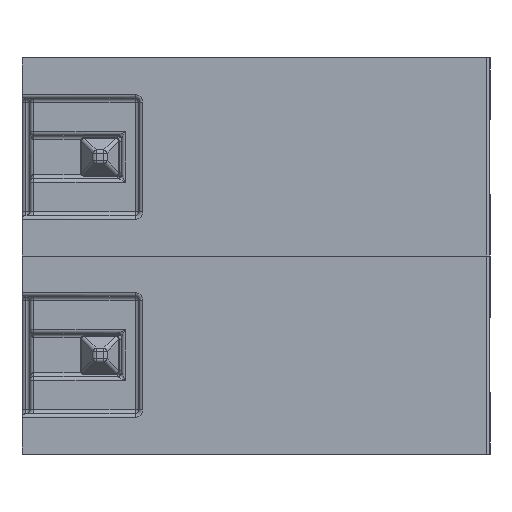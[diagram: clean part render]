
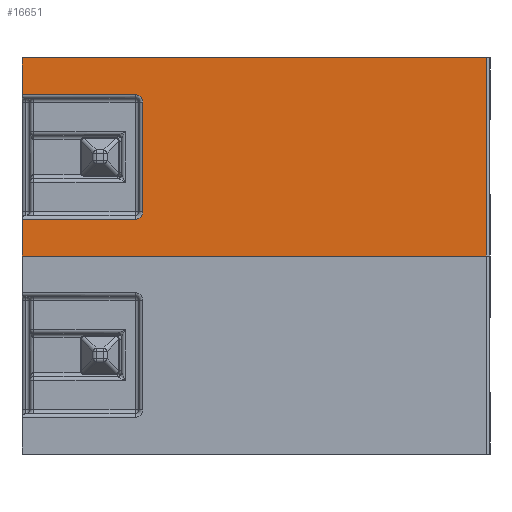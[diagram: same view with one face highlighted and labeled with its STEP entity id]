
A CAD part, front view. The second image highlights one B-rep face of the part: STEP entity #16651.
In plain terms, the highlighted planar face has unit normal (0, -1, 0).
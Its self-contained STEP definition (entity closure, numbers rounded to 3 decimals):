
#1509 = EDGE_CURVE ( 'NONE', #11742, #4738, #14469, .T. ) ;
#1627 = DIRECTION ( 'NONE',  ( 0., 0., -1. ) ) ;
#1981 = DIRECTION ( 'NONE',  ( 1., 0., 0. ) ) ;
#2077 = ORIENTED_EDGE ( 'NONE', *, *, #17881, .F. ) ;
#2193 = CARTESIAN_POINT ( 'NONE',  ( 9.9, 0., -2.54 ) ) ;
#2670 = VERTEX_POINT ( 'NONE', #19719 ) ;
#3054 = CARTESIAN_POINT ( 'NONE',  ( -2., 0., 2.54 ) ) ;
#3327 = CARTESIAN_POINT ( 'NONE',  ( -2., 0., -2.54 ) ) ;
#3351 = LINE ( 'NONE', #2193, #19149 ) ;
#3361 = CARTESIAN_POINT ( 'NONE',  ( -2., 0., -1.6 ) ) ;
#3747 = LINE ( 'NONE', #3054, #8558 ) ;
#3973 = CARTESIAN_POINT ( 'NONE',  ( -2., 0., -2.54 ) ) ;
#4226 = VERTEX_POINT ( 'NONE', #11606 ) ;
#4738 = VERTEX_POINT ( 'NONE', #3361 ) ;
#4847 = VERTEX_POINT ( 'NONE', #12055 ) ;
#5121 = DIRECTION ( 'NONE',  ( 1., 0., 0. ) ) ;
#5306 = EDGE_CURVE ( 'NONE', #18478, #25320, #8051, .T. ) ;
#5885 = VERTEX_POINT ( 'NONE', #12313 ) ;
#6038 = ORIENTED_EDGE ( 'NONE', *, *, #17547, .T. ) ;
#6053 = DIRECTION ( 'NONE',  ( 0., 0., -1. ) ) ;
#6143 = VECTOR ( 'NONE', #13329, 1000. ) ;
#6195 = LINE ( 'NONE', #22186, #11613 ) ;
#6276 = EDGE_LOOP ( 'NONE', ( #2077, #23550, #25175, #20624, #16679, #24533, #15671, #22660, #22424, #6038 ) ) ;
#6773 = EDGE_CURVE ( 'NONE', #11087, #4226, #21810, .T. ) ;
#6962 = CARTESIAN_POINT ( 'NONE',  ( 0.9, 0., 1.6 ) ) ;
#7419 = CIRCLE ( 'NONE', #20971, 0.2 ) ;
#7428 = CIRCLE ( 'NONE', #21252, 0.2 ) ;
#7839 = DIRECTION ( 'NONE',  ( 0., 0., -1. ) ) ;
#8051 = LINE ( 'NONE', #24028, #12847 ) ;
#8556 = VECTOR ( 'NONE', #21497, 1000. ) ;
#8558 = VECTOR ( 'NONE', #5121, 1000. ) ;
#9045 = CARTESIAN_POINT ( 'NONE',  ( 0.9, 0., 1.4 ) ) ;
#9199 = LINE ( 'NONE', #9208, #8556 ) ;
#9208 = CARTESIAN_POINT ( 'NONE',  ( -2., 0., -2.54 ) ) ;
#9307 = CARTESIAN_POINT ( 'NONE',  ( 9.9, 0., 2.54 ) ) ;
#9761 = LINE ( 'NONE', #11925, #14578 ) ;
#10332 = DIRECTION ( 'NONE',  ( 0., 0., 1. ) ) ;
#10476 = EDGE_CURVE ( 'NONE', #18478, #2670, #9199, .T. ) ;
#10855 = VECTOR ( 'NONE', #1981, 1000. ) ;
#11082 = DIRECTION ( 'NONE',  ( 0., 0., -1. ) ) ;
#11087 = VERTEX_POINT ( 'NONE', #3327 ) ;
#11242 = CARTESIAN_POINT ( 'NONE',  ( -2., 0., -1.6 ) ) ;
#11307 = EDGE_CURVE ( 'NONE', #11087, #4738, #9761, .T. ) ;
#11606 = CARTESIAN_POINT ( 'NONE',  ( 9.9, 0., -2.54 ) ) ;
#11613 = VECTOR ( 'NONE', #7839, 1000. ) ;
#11742 = VERTEX_POINT ( 'NONE', #17587 ) ;
#11925 = CARTESIAN_POINT ( 'NONE',  ( -2., 0., -2.54 ) ) ;
#12055 = CARTESIAN_POINT ( 'NONE',  ( 1.1, 0., 1.4 ) ) ;
#12313 = CARTESIAN_POINT ( 'NONE',  ( 1.1, 0., -1.4 ) ) ;
#12847 = VECTOR ( 'NONE', #17812, 1000. ) ;
#13260 = EDGE_CURVE ( 'NONE', #2670, #20354, #3747, .T. ) ;
#13329 = DIRECTION ( 'NONE',  ( -1., 0., 0. ) ) ;
#13920 = DIRECTION ( 'NONE',  ( 0., -1., 0. ) ) ;
#14268 = CARTESIAN_POINT ( 'NONE',  ( -2., 0., -2.54 ) ) ;
#14469 = LINE ( 'NONE', #11242, #6143 ) ;
#14578 = VECTOR ( 'NONE', #19959, 1000. ) ;
#15671 = ORIENTED_EDGE ( 'NONE', *, *, #10476, .F. ) ;
#16651 = ADVANCED_FACE ( 'NONE', ( #20885 ), #20318, .T. ) ;
#16679 = ORIENTED_EDGE ( 'NONE', *, *, #22179, .T. ) ;
#17547 = EDGE_CURVE ( 'NONE', #4847, #5885, #6195, .T. ) ;
#17587 = CARTESIAN_POINT ( 'NONE',  ( 0.9, 0., -1.6 ) ) ;
#17812 = DIRECTION ( 'NONE',  ( 1., 0., 0. ) ) ;
#17881 = EDGE_CURVE ( 'NONE', #11742, #5885, #7419, .T. ) ;
#18367 = DIRECTION ( 'NONE',  ( 0., -1., 0. ) ) ;
#18478 = VERTEX_POINT ( 'NONE', #24149 ) ;
#19149 = VECTOR ( 'NONE', #10332, 1000. ) ;
#19476 = AXIS2_PLACEMENT_3D ( 'NONE', #3973, #18367, #6053 ) ;
#19719 = CARTESIAN_POINT ( 'NONE',  ( -2., 0., 2.54 ) ) ;
#19959 = DIRECTION ( 'NONE',  ( 0., 0., 1. ) ) ;
#20318 = PLANE ( 'NONE',  #19476 ) ;
#20354 = VERTEX_POINT ( 'NONE', #9307 ) ;
#20624 = ORIENTED_EDGE ( 'NONE', *, *, #6773, .T. ) ;
#20885 = FACE_OUTER_BOUND ( 'NONE', #6276, .T. ) ;
#20971 = AXIS2_PLACEMENT_3D ( 'NONE', #26192, #13920, #1627 ) ;
#21252 = AXIS2_PLACEMENT_3D ( 'NONE', #9045, #23354, #11082 ) ;
#21497 = DIRECTION ( 'NONE',  ( 0., 0., 1. ) ) ;
#21810 = LINE ( 'NONE', #14268, #10855 ) ;
#22179 = EDGE_CURVE ( 'NONE', #4226, #20354, #3351, .T. ) ;
#22186 = CARTESIAN_POINT ( 'NONE',  ( 1.1, 0., -1.5 ) ) ;
#22424 = ORIENTED_EDGE ( 'NONE', *, *, #26443, .F. ) ;
#22660 = ORIENTED_EDGE ( 'NONE', *, *, #5306, .T. ) ;
#23354 = DIRECTION ( 'NONE',  ( 0., -1., 0. ) ) ;
#23550 = ORIENTED_EDGE ( 'NONE', *, *, #1509, .T. ) ;
#24028 = CARTESIAN_POINT ( 'NONE',  ( 1., 0., 1.6 ) ) ;
#24149 = CARTESIAN_POINT ( 'NONE',  ( -2., 0., 1.6 ) ) ;
#24533 = ORIENTED_EDGE ( 'NONE', *, *, #13260, .F. ) ;
#25175 = ORIENTED_EDGE ( 'NONE', *, *, #11307, .F. ) ;
#25320 = VERTEX_POINT ( 'NONE', #6962 ) ;
#26192 = CARTESIAN_POINT ( 'NONE',  ( 0.9, 0., -1.4 ) ) ;
#26443 = EDGE_CURVE ( 'NONE', #4847, #25320, #7428, .T. ) ;
